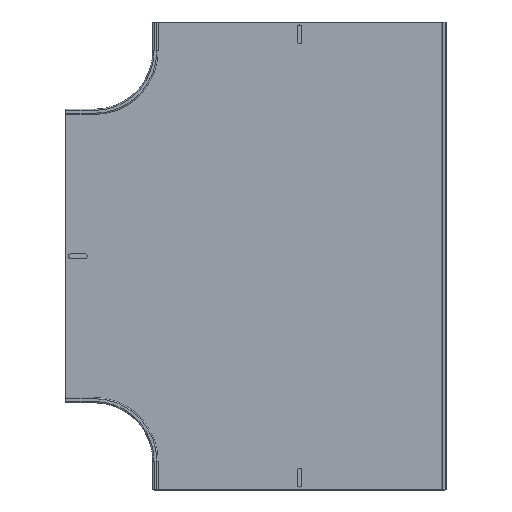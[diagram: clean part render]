
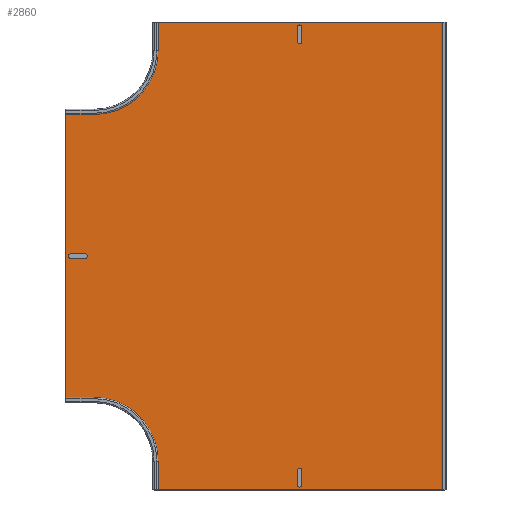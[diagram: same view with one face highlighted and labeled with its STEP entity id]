
A CAD part, top view. The second image highlights one B-rep face of the part: STEP entity #2860.
In plain terms, the highlighted planar face has unit normal (0, 0, 1).
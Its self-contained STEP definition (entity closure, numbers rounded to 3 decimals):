
#282=FACE_OUTER_BOUND('',#444,.T.);
#444=EDGE_LOOP('',(#2589,#2590,#2591,#2592,#2593,#2594,#2595,#2596,#2597,
#2598));
#560=CIRCLE('',#3085,102.6);
#573=CIRCLE('',#3108,102.6);
#759=LINE('',#4651,#993);
#762=LINE('',#4674,#996);
#771=LINE('',#4702,#1005);
#775=LINE('',#4726,#1009);
#846=LINE('',#4983,#1080);
#857=LINE('',#5029,#1091);
#860=LINE('',#5036,#1094);
#879=LINE('',#5097,#1113);
#993=VECTOR('',#3708,1.);
#996=VECTOR('',#3735,1.);
#1005=VECTOR('',#3764,1.);
#1009=VECTOR('',#3792,1.);
#1080=VECTOR('',#4089,1.);
#1091=VECTOR('',#4126,1.);
#1094=VECTOR('',#4133,1.);
#1113=VECTOR('',#4196,1.);
#1273=VERTEX_POINT('',#4647);
#1274=VERTEX_POINT('',#4649);
#1281=VERTEX_POINT('',#4668);
#1282=VERTEX_POINT('',#4672);
#1290=VERTEX_POINT('',#4699);
#1291=VERTEX_POINT('',#4701);
#1298=VERTEX_POINT('',#4721);
#1299=VERTEX_POINT('',#4725);
#1394=VERTEX_POINT('',#5027);
#1396=VERTEX_POINT('',#5035);
#1616=EDGE_CURVE('',#1273,#1274,#759,.T.);
#1625=EDGE_CURVE('',#1281,#1274,#560,.T.);
#1627=EDGE_CURVE('',#1281,#1282,#762,.T.);
#1640=EDGE_CURVE('',#1290,#1291,#771,.T.);
#1651=EDGE_CURVE('',#1298,#1291,#573,.T.);
#1652=EDGE_CURVE('',#1298,#1299,#775,.T.);
#1782=EDGE_CURVE('',#1282,#1299,#846,.T.);
#1805=EDGE_CURVE('',#1394,#1290,#857,.T.);
#1808=EDGE_CURVE('',#1396,#1273,#860,.T.);
#1839=EDGE_CURVE('',#1396,#1394,#879,.T.);
#2589=ORIENTED_EDGE('',*,*,#1839,.F.);
#2590=ORIENTED_EDGE('',*,*,#1808,.T.);
#2591=ORIENTED_EDGE('',*,*,#1616,.T.);
#2592=ORIENTED_EDGE('',*,*,#1625,.F.);
#2593=ORIENTED_EDGE('',*,*,#1627,.T.);
#2594=ORIENTED_EDGE('',*,*,#1782,.T.);
#2595=ORIENTED_EDGE('',*,*,#1652,.F.);
#2596=ORIENTED_EDGE('',*,*,#1651,.T.);
#2597=ORIENTED_EDGE('',*,*,#1640,.F.);
#2598=ORIENTED_EDGE('',*,*,#1805,.F.);
#2704=PLANE('',#3259);
#2860=ADVANCED_FACE('',(#282),#2704,.T.);
#3085=AXIS2_PLACEMENT_3D('',#4670,#3729,#3730);
#3108=AXIS2_PLACEMENT_3D('',#4723,#3788,#3789);
#3259=AXIS2_PLACEMENT_3D('',#5096,#4194,#4195);
#3708=DIRECTION('',(0.,-1.,0.));
#3729=DIRECTION('center_axis',(0.,0.,1.));
#3730=DIRECTION('ref_axis',(0.,-1.,0.));
#3735=DIRECTION('',(-1.,0.,0.));
#3764=DIRECTION('',(0.,1.,0.));
#3788=DIRECTION('center_axis',(0.,0.,-1.));
#3789=DIRECTION('ref_axis',(0.,1.,0.));
#3792=DIRECTION('',(-1.,0.,0.));
#4089=DIRECTION('',(0.,-1.,0.));
#4126=DIRECTION('',(-1.,0.,0.));
#4133=DIRECTION('',(-1.,0.,0.));
#4194=DIRECTION('center_axis',(0.,0.,1.));
#4195=DIRECTION('ref_axis',(0.,1.,0.));
#4196=DIRECTION('',(0.,-1.,0.));
#4647=CARTESIAN_POINT('',(163.831,670.385,1.1));
#4649=CARTESIAN_POINT('',(163.831,621.085,1.1));
#4651=CARTESIAN_POINT('',(163.831,670.385,1.1));
#4668=CARTESIAN_POINT('',(61.231,518.485,1.1));
#4670=CARTESIAN_POINT('Origin',(61.231,621.085,1.1));
#4672=CARTESIAN_POINT('',(11.931,518.485,1.1));
#4674=CARTESIAN_POINT('',(61.231,518.485,1.1));
#4699=CARTESIAN_POINT('',(163.831,-130.615,1.1));
#4701=CARTESIAN_POINT('',(163.831,-81.315,1.1));
#4702=CARTESIAN_POINT('',(163.831,-130.615,1.1));
#4721=CARTESIAN_POINT('',(61.231,21.285,1.1));
#4723=CARTESIAN_POINT('Origin',(61.231,-81.315,1.1));
#4725=CARTESIAN_POINT('',(11.931,21.285,1.1));
#4726=CARTESIAN_POINT('',(61.231,21.285,1.1));
#4983=CARTESIAN_POINT('',(11.931,319.885,1.1));
#5027=CARTESIAN_POINT('',(661.031,-130.615,1.1));
#5029=CARTESIAN_POINT('',(462.431,-130.615,1.1));
#5035=CARTESIAN_POINT('',(661.031,670.385,1.1));
#5036=CARTESIAN_POINT('',(524.899,670.385,1.1));
#5096=CARTESIAN_POINT('Origin',(411.231,394.285,1.1));
#5097=CARTESIAN_POINT('',(661.031,369.885,1.1));
